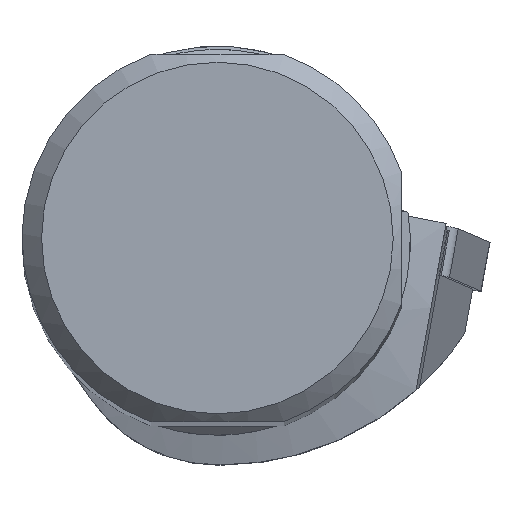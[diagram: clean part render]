
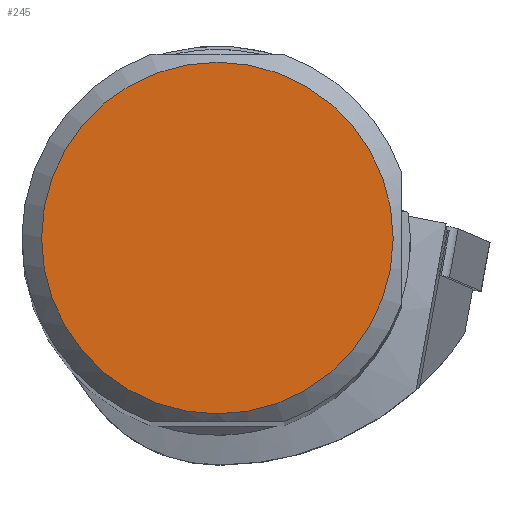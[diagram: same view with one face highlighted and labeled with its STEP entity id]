
A CAD part, top view. The second image highlights one B-rep face of the part: STEP entity #245.
In plain terms, the highlighted planar face has unit normal (0, 0, 1).
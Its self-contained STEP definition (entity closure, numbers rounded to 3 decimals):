
#181=FACE_OUTER_BOUND('',#518,.T.);
#245=ADVANCED_FACE('CU_SU_BP3',(#181),#293,.F.);
#293=PLANE('',#1404);
#518=EDGE_LOOP('',(#740));
#740=ORIENTED_EDGE('',*,*,#1119,.T.);
#980=VERTEX_POINT('',#2180);
#1119=EDGE_CURVE('',#980,#980,#1207,.T.);
#1207=CIRCLE('',#1389,22.489);
#1389=AXIS2_PLACEMENT_3D('',#2179,#1653,#1654);
#1404=AXIS2_PLACEMENT_3D('',#2252,#1691,#1692);
#1653=DIRECTION('',(0.,0.,1.));
#1654=DIRECTION('',(-0.984,0.177,0.));
#1691=DIRECTION('',(0.,0.,-1.));
#1692=DIRECTION('',(-0.984,0.177,0.));
#2179=CARTESIAN_POINT('',(0.,0.,
0.));
#2180=CARTESIAN_POINT('',(-22.133,3.988,0.));
#2252=CARTESIAN_POINT('',(-24.989,0.,0.));
